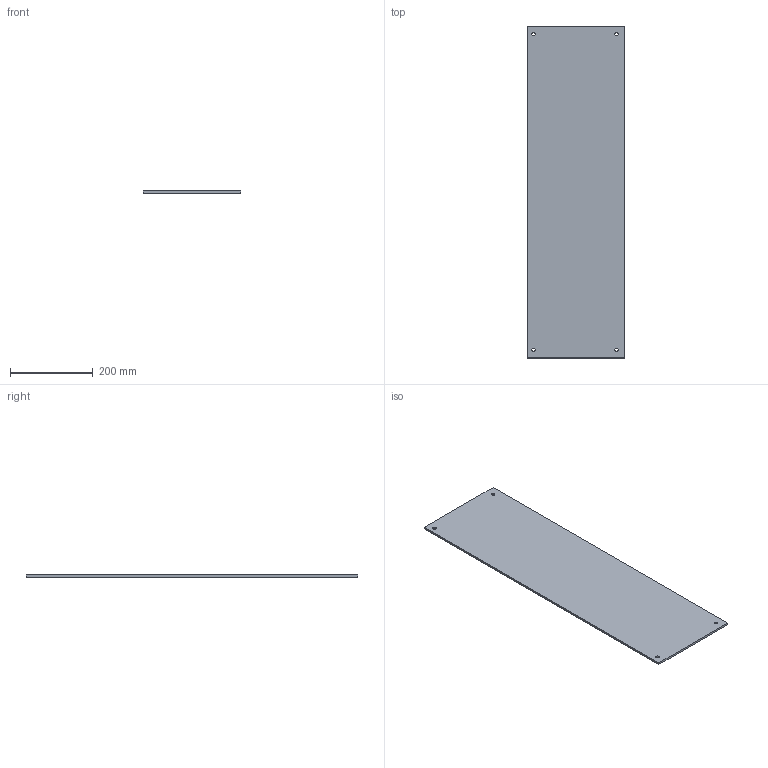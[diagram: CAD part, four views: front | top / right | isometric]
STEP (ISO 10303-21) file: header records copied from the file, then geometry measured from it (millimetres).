
FILE_DESCRIPTION((''),'2;1');
FILE_NAME('TDC_NECK_PLEXIGLAS_SIDE','2021-11-18T11:22:50',('rein_je'),(''),'CREO PARAMETRIC BY PTC INC, 2019471','CREO PARAMETRIC BY PTC INC, 2019471','');
FILE_SCHEMA(('AUTOMOTIVE_DESIGN { 1 0 10303 214 1 1 1 1 }'));
Length unit declared in the file: millimetre
Products named in the file (1): TDC_NECK_PLEXIGLAS_SIDE
Bounding box: 235 x 800 x 5 mm (x, y, z)
Volume: 938994.7 mm3; surface area: 386450.5 mm2
Topology: 1 solids, 1 shells, 14 faces, 46 edges, 42 vertices
Faces by surface type: cylinder 8, plane 6
Entity records: 899 total; most frequent: DIRECTION 106, CARTESIAN_POINT 96, ORIENTED_EDGE 72, PRESENTATION_STYLE_ASSIGNMENT 67, STYLED_ITEM 67, CURVE_STYLE 52, COLOUR_RGB 40, AXIS2_PLACEMENT_3D 38
